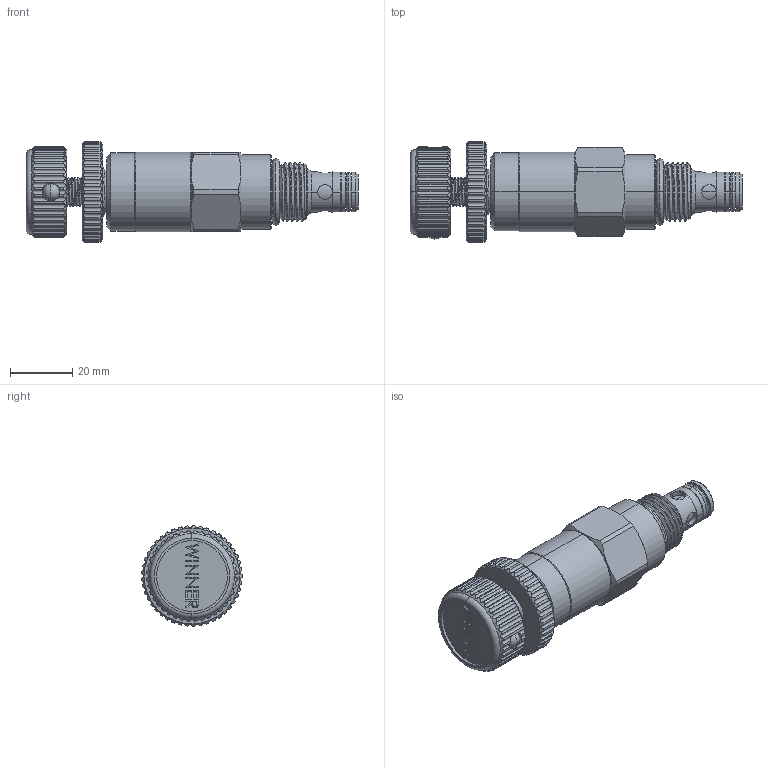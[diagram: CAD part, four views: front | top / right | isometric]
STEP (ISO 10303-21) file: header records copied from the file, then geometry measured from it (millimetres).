
FILE_DESCRIPTION (( 'STEP AP203' ), '1' );
FILE_NAME ('RD08W24-K.STEP', '2020-03-23T07:58:01', ( '' ), ( '' ), 'SwSTEP 2.0', 'SolidWorks 2018', '' );
FILE_SCHEMA (( 'CONFIG_CONTROL_DESIGN' ));
Products named in the file (1): RD08W24-K
Bounding box: 106.4 x 32.18 x 32.2 mm (x, y, z)
Volume: 44652 mm3; surface area: 16482.8 mm2
Topology: 11 solids, 11 shells, 841 faces, 2283 edges, 1459 vertices
Faces by surface type: cylinder 407, plane 204, cone 96, torus 74, bspline 56, sphere 4
Entity records: 57416 total; most frequent: CARTESIAN_POINT 37874, ORIENTED_EDGE 4502, DIRECTION 3587, EDGE_CURVE 2251, VERTEX_POINT 1453, AXIS2_PLACEMENT_3D 1391, EDGE_LOOP 878, FACE_OUTER_BOUND 841
